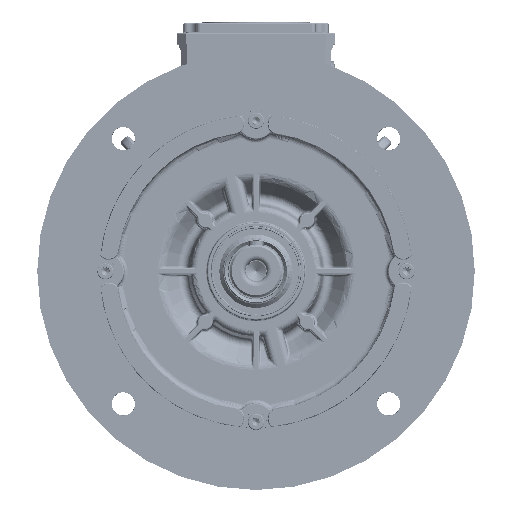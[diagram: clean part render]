
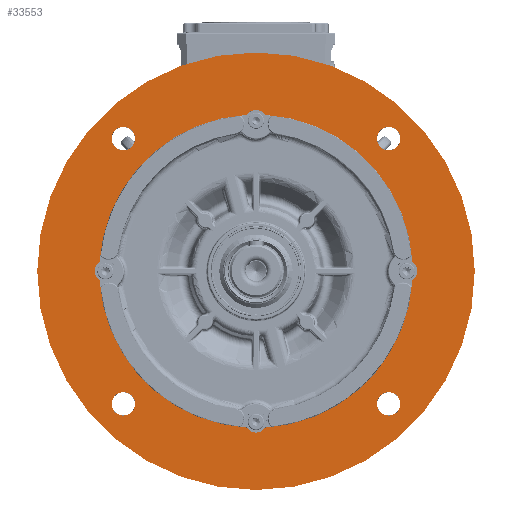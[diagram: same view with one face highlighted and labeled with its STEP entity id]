
A CAD part, top view. The second image highlights one B-rep face of the part: STEP entity #33553.
In plain terms, the highlighted planar face has unit normal (0, 0, 1).
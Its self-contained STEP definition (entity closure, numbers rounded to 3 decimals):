
#12400=PLANE('',#124912);
#28152=FACE_BOUND('',#46964,.T.);
#28153=FACE_BOUND('',#46965,.T.);
#28154=FACE_BOUND('',#46966,.T.);
#28155=FACE_BOUND('',#46967,.T.);
#28156=FACE_BOUND('',#46968,.T.);
#28157=FACE_BOUND('',#46969,.T.);
#33553=ADVANCED_FACE('',(#28152,#28153,#28154,#28155,#28156,#28157),#12400,
 .F.);
#46964=EDGE_LOOP('',(#74228));
#46965=EDGE_LOOP('',(#74229));
#46966=EDGE_LOOP('',(#74230));
#46967=EDGE_LOOP('',(#74231));
#46968=EDGE_LOOP('',(#74232));
#46969=EDGE_LOOP('',(#74233,#74234,#74235,#74236,#74237,#74238,#74239,#74240));
#74228=ORIENTED_EDGE('',*,*,#107278,.F.);
#74229=ORIENTED_EDGE('',*,*,#107701,.T.);
#74230=ORIENTED_EDGE('',*,*,#107702,.T.);
#74231=ORIENTED_EDGE('',*,*,#107703,.T.);
#74232=ORIENTED_EDGE('',*,*,#107704,.T.);
#74233=ORIENTED_EDGE('',*,*,#107253,.F.);
#74234=ORIENTED_EDGE('',*,*,#107705,.F.);
#74235=ORIENTED_EDGE('',*,*,#107269,.F.);
#74236=ORIENTED_EDGE('',*,*,#107706,.F.);
#74237=ORIENTED_EDGE('',*,*,#107261,.F.);
#74238=ORIENTED_EDGE('',*,*,#107707,.F.);
#74239=ORIENTED_EDGE('',*,*,#107708,.F.);
#74240=ORIENTED_EDGE('',*,*,#107709,.F.);
#88934=VERTEX_POINT('',#216269);
#88935=VERTEX_POINT('',#216271);
#88942=VERTEX_POINT('',#216293);
#88943=VERTEX_POINT('',#216295);
#88950=VERTEX_POINT('',#216317);
#88951=VERTEX_POINT('',#216319);
#88959=VERTEX_POINT('',#216342);
#89309=VERTEX_POINT('',#219169);
#89310=VERTEX_POINT('',#219171);
#89311=VERTEX_POINT('',#219173);
#89312=VERTEX_POINT('',#219175);
#89313=VERTEX_POINT('',#219179);
#89314=VERTEX_POINT('',#219181);
#107253=EDGE_CURVE('',#88934,#88935,#114160,.T.);
#107261=EDGE_CURVE('',#88942,#88943,#114164,.T.);
#107269=EDGE_CURVE('',#88950,#88951,#114168,.T.);
#107278=EDGE_CURVE('',#88959,#88959,#114174,.T.);
#107701=EDGE_CURVE('',#89309,#89309,#114333,.T.);
#107702=EDGE_CURVE('',#89310,#89310,#114334,.T.);
#107703=EDGE_CURVE('',#89311,#89311,#114335,.T.);
#107704=EDGE_CURVE('',#89312,#89312,#114336,.T.);
#107705=EDGE_CURVE('',#88951,#88934,#114337,.T.);
#107706=EDGE_CURVE('',#88943,#88950,#114338,.T.);
#107707=EDGE_CURVE('',#89313,#88942,#114339,.T.);
#107708=EDGE_CURVE('',#89314,#89313,#114340,.T.);
#107709=EDGE_CURVE('',#88935,#89314,#114341,.T.);
#114160=CIRCLE('',#124637,8.5);
#114164=CIRCLE('',#124643,8.5);
#114168=CIRCLE('',#124649,8.5);
#114174=CIRCLE('',#124659,174.948);
#114333=CIRCLE('',#124903,9.372);
#114334=CIRCLE('',#124904,9.372);
#114335=CIRCLE('',#124905,9.372);
#114336=CIRCLE('',#124906,9.372);
#114337=CIRCLE('',#124907,125.3);
#114338=CIRCLE('',#124908,125.3);
#114339=CIRCLE('',#124909,125.3);
#114340=CIRCLE('',#124910,8.5);
#114341=CIRCLE('',#124911,125.3);
#124637=AXIS2_PLACEMENT_3D('',#216270,#152444,#152445);
#124643=AXIS2_PLACEMENT_3D('',#216294,#152458,#152459);
#124649=AXIS2_PLACEMENT_3D('',#216318,#152472,#152473);
#124659=AXIS2_PLACEMENT_3D('',#216341,#152493,#152494);
#124903=AXIS2_PLACEMENT_3D('',#219168,#153026,#153027);
#124904=AXIS2_PLACEMENT_3D('',#219170,#153028,#153029);
#124905=AXIS2_PLACEMENT_3D('',#219172,#153030,#153031);
#124906=AXIS2_PLACEMENT_3D('',#219174,#153032,#153033);
#124907=AXIS2_PLACEMENT_3D('',#219176,#153034,#153035);
#124908=AXIS2_PLACEMENT_3D('',#219177,#153036,#153037);
#124909=AXIS2_PLACEMENT_3D('',#219178,#153038,#153039);
#124910=AXIS2_PLACEMENT_3D('',#219180,#153040,#153041);
#124911=AXIS2_PLACEMENT_3D('',#219182,#153042,#153043);
#124912=AXIS2_PLACEMENT_3D('',#219183,#153044,#153045);
#152444=DIRECTION('',(0.,0.,1.));
#152445=DIRECTION('',(-1.,0.,0.));
#152458=DIRECTION('',(0.,0.,1.));
#152459=DIRECTION('',(-1.,0.,0.));
#152472=DIRECTION('',(0.,0.,1.));
#152473=DIRECTION('',(-1.,0.,0.));
#152493=DIRECTION('',(0.,0.,-1.));
#152494=DIRECTION('',(-1.,0.,0.));
#153026=DIRECTION('',(0.,0.,-1.));
#153027=DIRECTION('',(-1.,0.,0.));
#153028=DIRECTION('',(0.,0.,-1.));
#153029=DIRECTION('',(-1.,0.,0.));
#153030=DIRECTION('',(0.,0.,-1.));
#153031=DIRECTION('',(-1.,0.,0.));
#153032=DIRECTION('',(0.,0.,-1.));
#153033=DIRECTION('',(-1.,0.,0.));
#153034=DIRECTION('',(0.,0.,1.));
#153035=DIRECTION('',(-1.,0.,0.));
#153036=DIRECTION('',(0.,0.,1.));
#153037=DIRECTION('',(-1.,0.,0.));
#153038=DIRECTION('',(0.,0.,1.));
#153039=DIRECTION('',(-1.,0.,0.));
#153040=DIRECTION('',(0.,0.,1.));
#153041=DIRECTION('',(-1.,0.,0.));
#153042=DIRECTION('',(0.,0.,1.));
#153043=DIRECTION('',(-1.,0.,0.));
#153044=DIRECTION('',(0.,0.,-1.));
#153045=DIRECTION('',(-1.,0.,0.));
#216269=CARTESIAN_POINT('',(-125.096,7.15,49.5));
#216270=CARTESIAN_POINT('',(-120.5,0.,49.5));
#216271=CARTESIAN_POINT('',(-125.096,-7.15,49.5));
#216293=CARTESIAN_POINT('',(125.096,-7.15,49.5));
#216294=CARTESIAN_POINT('',(120.5,0.,49.5));
#216295=CARTESIAN_POINT('',(125.096,7.15,49.5));
#216317=CARTESIAN_POINT('',(7.15,125.096,49.5));
#216318=CARTESIAN_POINT('',(0.,120.5,49.5));
#216319=CARTESIAN_POINT('',(-7.15,125.096,49.5));
#216341=CARTESIAN_POINT('',(0.,0.,49.5));
#216342=CARTESIAN_POINT('',(-174.948,0.,49.5));
#219168=CARTESIAN_POINT('',(106.066,-106.066,49.5));
#219169=CARTESIAN_POINT('',(96.694,-106.066,49.5));
#219170=CARTESIAN_POINT('',(106.066,106.066,49.5));
#219171=CARTESIAN_POINT('',(96.694,106.066,49.5));
#219172=CARTESIAN_POINT('',(-106.066,106.066,49.5));
#219173=CARTESIAN_POINT('',(-115.438,106.066,49.5));
#219174=CARTESIAN_POINT('',(-106.066,-106.066,49.5));
#219175=CARTESIAN_POINT('',(-115.438,-106.066,49.5));
#219176=CARTESIAN_POINT('',(0.,0.,49.5));
#219177=CARTESIAN_POINT('',(0.,0.,49.5));
#219178=CARTESIAN_POINT('',(0.,0.,49.5));
#219179=CARTESIAN_POINT('',(7.15,-125.096,49.5));
#219180=CARTESIAN_POINT('',(0.,-120.5,49.5));
#219181=CARTESIAN_POINT('',(-7.15,-125.096,49.5));
#219182=CARTESIAN_POINT('',(0.,0.,49.5));
#219183=CARTESIAN_POINT('',(0.,-125.3,49.5));
